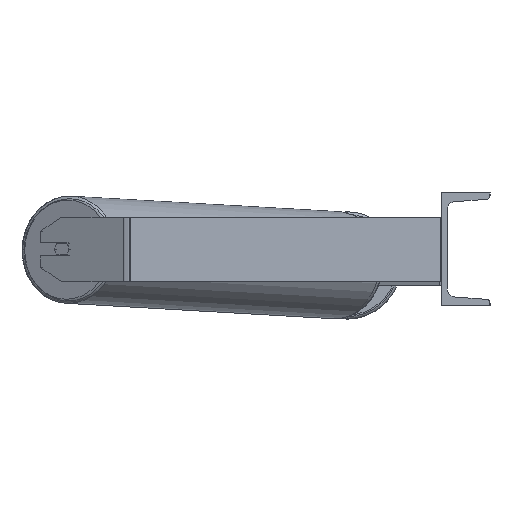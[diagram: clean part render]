
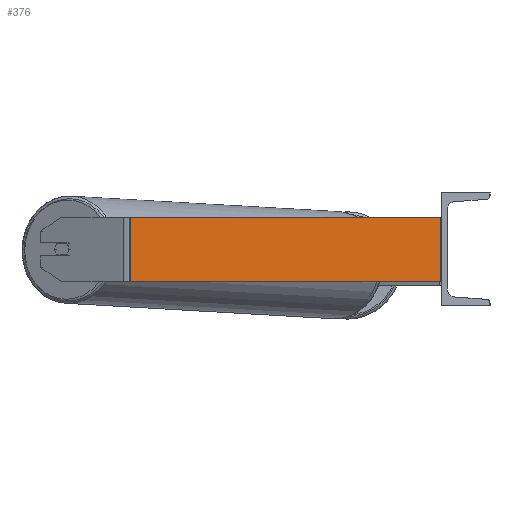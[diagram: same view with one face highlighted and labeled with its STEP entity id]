
A CAD part, left-side view. The second image highlights one B-rep face of the part: STEP entity #376.
In plain terms, the highlighted planar face has unit normal (-0.996, -0.087, 0).
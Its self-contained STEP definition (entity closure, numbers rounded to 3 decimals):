
#376 = ADVANCED_FACE ( 'NONE', ( #4088 ), #6971, .F. ) ;
#400 = VECTOR ( 'NONE', #8236, 1000. ) ;
#574 = VERTEX_POINT ( 'NONE', #8363 ) ;
#579 = LINE ( 'NONE', #7716, #6321 ) ;
#1313 = CARTESIAN_POINT ( 'NONE',  ( -1018.659, 384.722, 40. ) ) ;
#1388 = DIRECTION ( 'NONE',  ( 0., 0., -1. ) ) ;
#1577 = CARTESIAN_POINT ( 'NONE',  ( -1019.099, 389.748, 40. ) ) ;
#2015 = ORIENTED_EDGE ( 'NONE', *, *, #6363, .F. ) ;
#2365 = CARTESIAN_POINT ( 'NONE',  ( -1019.099, 389.748, 40. ) ) ;
#2452 = CARTESIAN_POINT ( 'NONE',  ( -1018.659, 384.722, -40. ) ) ;
#2621 = VERTEX_POINT ( 'NONE', #2854 ) ;
#2646 = DIRECTION ( 'NONE',  ( 0.087, -0.996, 0. ) ) ;
#2854 = CARTESIAN_POINT ( 'NONE',  ( -985., 0., 40. ) ) ;
#3327 = LINE ( 'NONE', #6163, #8102 ) ;
#4088 = FACE_OUTER_BOUND ( 'NONE', #8684, .T. ) ;
#4467 = ORIENTED_EDGE ( 'NONE', *, *, #5495, .F. ) ;
#4522 = VECTOR ( 'NONE', #4590, 1000. ) ;
#4590 = DIRECTION ( 'NONE',  ( 0.087, -0.996, 0. ) ) ;
#4677 = ORIENTED_EDGE ( 'NONE', *, *, #7834, .T. ) ;
#5224 = LINE ( 'NONE', #2365, #4522 ) ;
#5318 = AXIS2_PLACEMENT_3D ( 'NONE', #1577, #7613, #6238 ) ;
#5495 = EDGE_CURVE ( 'NONE', #8696, #2621, #5224, .T. ) ;
#6163 = CARTESIAN_POINT ( 'NONE',  ( -1019.099, 389.748, -40. ) ) ;
#6238 = DIRECTION ( 'NONE',  ( -0.087, 0.996, 0. ) ) ;
#6301 = ORIENTED_EDGE ( 'NONE', *, *, #7808, .T. ) ;
#6321 = VECTOR ( 'NONE', #1388, 1000. ) ;
#6363 = EDGE_CURVE ( 'NONE', #2621, #574, #579, .T. ) ;
#6565 = VERTEX_POINT ( 'NONE', #2452 ) ;
#6613 = CARTESIAN_POINT ( 'NONE',  ( -1018.659, 384.722, 40. ) ) ;
#6971 = PLANE ( 'NONE',  #5318 ) ;
#7613 = DIRECTION ( 'NONE',  ( 0.996, 0.087, 0. ) ) ;
#7716 = CARTESIAN_POINT ( 'NONE',  ( -985., 0., 40. ) ) ;
#7808 = EDGE_CURVE ( 'NONE', #8696, #6565, #8899, .T. ) ;
#7834 = EDGE_CURVE ( 'NONE', #6565, #574, #3327, .T. ) ;
#8102 = VECTOR ( 'NONE', #2646, 1000. ) ;
#8236 = DIRECTION ( 'NONE',  ( 0., 0., -1. ) ) ;
#8363 = CARTESIAN_POINT ( 'NONE',  ( -985., 0., -40. ) ) ;
#8684 = EDGE_LOOP ( 'NONE', ( #4677, #2015, #4467, #6301 ) ) ;
#8696 = VERTEX_POINT ( 'NONE', #6613 ) ;
#8899 = LINE ( 'NONE', #1313, #400 ) ;
